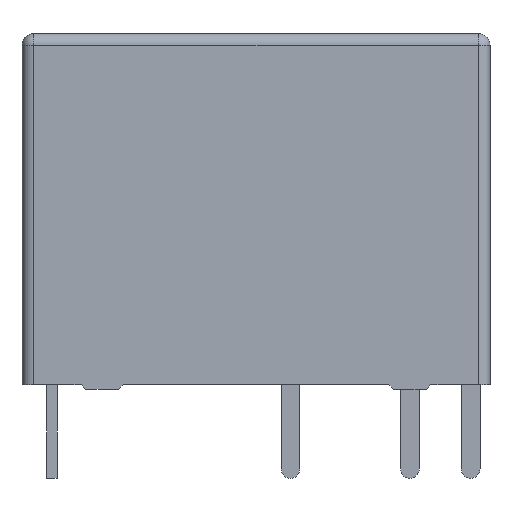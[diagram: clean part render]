
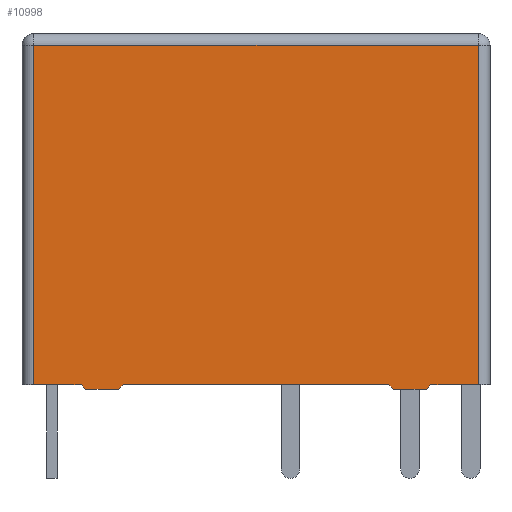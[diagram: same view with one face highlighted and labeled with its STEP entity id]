
A CAD part, front view. The second image highlights one B-rep face of the part: STEP entity #10998.
In plain terms, the highlighted planar face has unit normal (0, -1, 0).
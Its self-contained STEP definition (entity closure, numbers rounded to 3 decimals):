
#64 = CARTESIAN_POINT ( 'NONE',  ( 9.5, -5., 0. ) ) ;
#253 = LINE ( 'NONE', #6457, #672 ) ;
#290 = DIRECTION ( 'NONE',  ( 1., 0., 0. ) ) ;
#325 = DIRECTION ( 'NONE',  ( -1., 0., 0. ) ) ;
#540 = ORIENTED_EDGE ( 'NONE', *, *, #8104, .T. ) ;
#672 = VECTOR ( 'NONE', #10223, 1000. ) ;
#1051 = CARTESIAN_POINT ( 'NONE',  ( 7.276, -5., -0.2 ) ) ;
#1057 = EDGE_CURVE ( 'NONE', #12094, #10270, #8433, .T. ) ;
#1842 = LINE ( 'NONE', #9383, #7663 ) ;
#2006 = EDGE_LOOP ( 'NONE', ( #11791, #6021, #4250, #11604, #540, #10239, #2755, #4749, #15743, #5761, #9596, #14257 ) ) ;
#2080 = DIRECTION ( 'NONE',  ( 0., 0., 1. ) ) ;
#2321 = VECTOR ( 'NONE', #2574, 1000. ) ;
#2574 = DIRECTION ( 'NONE',  ( 0., 0., -1. ) ) ;
#2591 = VERTEX_POINT ( 'NONE', #1051 ) ;
#2640 = DIRECTION ( 'NONE',  ( 0.707, 0., -0.707 ) ) ;
#2693 = CARTESIAN_POINT ( 'NONE',  ( -9.5, -5., 14.5 ) ) ;
#2755 = ORIENTED_EDGE ( 'NONE', *, *, #9488, .T. ) ;
#2797 = EDGE_CURVE ( 'NONE', #7783, #12210, #1842, .T. ) ;
#2817 = LINE ( 'NONE', #12527, #11549 ) ;
#2897 = VECTOR ( 'NONE', #3389, 1000. ) ;
#3105 = LINE ( 'NONE', #7957, #14780 ) ;
#3154 = PLANE ( 'NONE',  #5863 ) ;
#3389 = DIRECTION ( 'NONE',  ( 0.707, 0., -0.707 ) ) ;
#3806 = CARTESIAN_POINT ( 'NONE',  ( 7.476, -5., 0. ) ) ;
#3891 = LINE ( 'NONE', #6508, #7613 ) ;
#4073 = VERTEX_POINT ( 'NONE', #3806 ) ;
#4250 = ORIENTED_EDGE ( 'NONE', *, *, #1057, .T. ) ;
#4334 = DIRECTION ( 'NONE',  ( 0., 1., 0. ) ) ;
#4485 = VERTEX_POINT ( 'NONE', #13149 ) ;
#4570 = FACE_OUTER_BOUND ( 'NONE', #2006, .T. ) ;
#4749 = ORIENTED_EDGE ( 'NONE', *, *, #2797, .T. ) ;
#5342 = EDGE_CURVE ( 'NONE', #8806, #12094, #253, .T. ) ;
#5516 = EDGE_CURVE ( 'NONE', #2591, #4073, #6136, .T. ) ;
#5761 = ORIENTED_EDGE ( 'NONE', *, *, #7572, .T. ) ;
#5863 = AXIS2_PLACEMENT_3D ( 'NONE', #14223, #4334, #11589 ) ;
#5997 = EDGE_CURVE ( 'NONE', #8389, #7220, #9415, .T. ) ;
#6021 = ORIENTED_EDGE ( 'NONE', *, *, #5342, .T. ) ;
#6136 = LINE ( 'NONE', #8447, #12382 ) ;
#6457 = CARTESIAN_POINT ( 'NONE',  ( -5.876, -5., -0.2 ) ) ;
#6508 = CARTESIAN_POINT ( 'NONE',  ( 5.676, -5., 0. ) ) ;
#7220 = VERTEX_POINT ( 'NONE', #14944 ) ;
#7249 = CARTESIAN_POINT ( 'NONE',  ( -10., -5., 0. ) ) ;
#7387 = VERTEX_POINT ( 'NONE', #14129 ) ;
#7435 = VECTOR ( 'NONE', #11644, 1000. ) ;
#7546 = CARTESIAN_POINT ( 'NONE',  ( 7.476, -5., -0.2 ) ) ;
#7572 = EDGE_CURVE ( 'NONE', #13409, #7387, #14677, .T. ) ;
#7613 = VECTOR ( 'NONE', #2640, 1000. ) ;
#7663 = VECTOR ( 'NONE', #2080, 1000. ) ;
#7783 = VERTEX_POINT ( 'NONE', #64 ) ;
#7892 = CARTESIAN_POINT ( 'NONE',  ( -7.476, -5., 0. ) ) ;
#7957 = CARTESIAN_POINT ( 'NONE',  ( -10., -5., 0. ) ) ;
#8096 = VECTOR ( 'NONE', #15781, 1000. ) ;
#8104 = EDGE_CURVE ( 'NONE', #4485, #2591, #13760, .T. ) ;
#8136 = EDGE_CURVE ( 'NONE', #7387, #8389, #15310, .T. ) ;
#8172 = VECTOR ( 'NONE', #290, 1000. ) ;
#8389 = VERTEX_POINT ( 'NONE', #7892 ) ;
#8433 = LINE ( 'NONE', #7249, #8096 ) ;
#8447 = CARTESIAN_POINT ( 'NONE',  ( 7.476, -5., 0. ) ) ;
#8765 = CARTESIAN_POINT ( 'NONE',  ( -7.476, -5., -0.2 ) ) ;
#8806 = VERTEX_POINT ( 'NONE', #15600 ) ;
#9383 = CARTESIAN_POINT ( 'NONE',  ( 9.5, -5., 15. ) ) ;
#9415 = LINE ( 'NONE', #14304, #2897 ) ;
#9488 = EDGE_CURVE ( 'NONE', #4073, #7783, #3105, .T. ) ;
#9596 = ORIENTED_EDGE ( 'NONE', *, *, #8136, .T. ) ;
#9725 = DIRECTION ( 'NONE',  ( 0.707, 0., 0.707 ) ) ;
#10223 = DIRECTION ( 'NONE',  ( 0.707, 0., 0.707 ) ) ;
#10239 = ORIENTED_EDGE ( 'NONE', *, *, #5516, .T. ) ;
#10270 = VERTEX_POINT ( 'NONE', #15441 ) ;
#10998 = ADVANCED_FACE ( 'NONE', ( #4570 ), #3154, .F. ) ;
#11251 = LINE ( 'NONE', #8765, #14473 ) ;
#11549 = VECTOR ( 'NONE', #15154, 1000. ) ;
#11571 = CARTESIAN_POINT ( 'NONE',  ( -5.676, -5., 0. ) ) ;
#11589 = DIRECTION ( 'NONE',  ( 0., 0., 1. ) ) ;
#11604 = ORIENTED_EDGE ( 'NONE', *, *, #12542, .T. ) ;
#11644 = DIRECTION ( 'NONE',  ( 1., 0., 0. ) ) ;
#11791 = ORIENTED_EDGE ( 'NONE', *, *, #12189, .F. ) ;
#12094 = VERTEX_POINT ( 'NONE', #11571 ) ;
#12189 = EDGE_CURVE ( 'NONE', #8806, #7220, #11251, .T. ) ;
#12210 = VERTEX_POINT ( 'NONE', #15071 ) ;
#12382 = VECTOR ( 'NONE', #9725, 1000. ) ;
#12527 = CARTESIAN_POINT ( 'NONE',  ( -10., -5., 14.5 ) ) ;
#12542 = EDGE_CURVE ( 'NONE', #10270, #4485, #3891, .T. ) ;
#12810 = DIRECTION ( 'NONE',  ( 1., 0., 0. ) ) ;
#13149 = CARTESIAN_POINT ( 'NONE',  ( 5.876, -5., -0.2 ) ) ;
#13157 = CARTESIAN_POINT ( 'NONE',  ( -10., -5., 0. ) ) ;
#13409 = VERTEX_POINT ( 'NONE', #2693 ) ;
#13480 = CARTESIAN_POINT ( 'NONE',  ( -9.5, -5., 15. ) ) ;
#13760 = LINE ( 'NONE', #7546, #8172 ) ;
#13913 = EDGE_CURVE ( 'NONE', #12210, #13409, #2817, .T. ) ;
#14129 = CARTESIAN_POINT ( 'NONE',  ( -9.5, -5., 0. ) ) ;
#14223 = CARTESIAN_POINT ( 'NONE',  ( -10., -5., 15. ) ) ;
#14257 = ORIENTED_EDGE ( 'NONE', *, *, #5997, .T. ) ;
#14304 = CARTESIAN_POINT ( 'NONE',  ( -7.276, -5., -0.2 ) ) ;
#14473 = VECTOR ( 'NONE', #325, 1000. ) ;
#14677 = LINE ( 'NONE', #13480, #2321 ) ;
#14780 = VECTOR ( 'NONE', #12810, 1000. ) ;
#14944 = CARTESIAN_POINT ( 'NONE',  ( -7.276, -5., -0.2 ) ) ;
#15071 = CARTESIAN_POINT ( 'NONE',  ( 9.5, -5., 14.5 ) ) ;
#15154 = DIRECTION ( 'NONE',  ( -1., 0., 0. ) ) ;
#15310 = LINE ( 'NONE', #13157, #7435 ) ;
#15441 = CARTESIAN_POINT ( 'NONE',  ( 5.676, -5., 0. ) ) ;
#15600 = CARTESIAN_POINT ( 'NONE',  ( -5.876, -5., -0.2 ) ) ;
#15743 = ORIENTED_EDGE ( 'NONE', *, *, #13913, .T. ) ;
#15781 = DIRECTION ( 'NONE',  ( 1., 0., 0. ) ) ;
